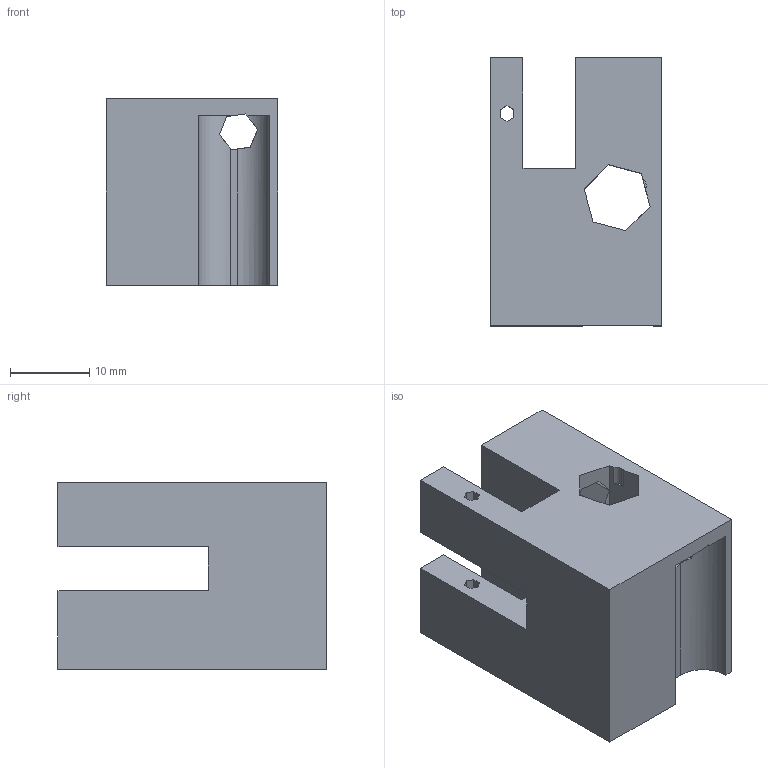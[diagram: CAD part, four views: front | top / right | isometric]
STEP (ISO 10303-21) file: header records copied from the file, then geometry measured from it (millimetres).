
FILE_DESCRIPTION(('Open CASCADE Model'),'2;1');
FILE_NAME('Open CASCADE Shape Model','2021-05-13T13:56:34',('Author'),( 'Open CASCADE'),'Open CASCADE STEP processor 7.4','Open CASCADE 7.4' ,'Unknown');
FILE_SCHEMA(('AUTOMOTIVE_DESIGN { 1 0 10303 214 1 1 1 1 }'));
Length unit declared in the file: millimetre
Products named in the file (1): Open CASCADE STEP translator 7.4 1826
Bounding box: 21.71 x 33.83 x 23.56 mm (x, y, z)
Volume: 11255.9 mm3; surface area: 5741 mm2
Topology: 1 solids, 1 shells, 67 faces, 207 edges, 138 vertices
Faces by surface type: plane 61, cylinder 6
Entity records: 4884 total; most frequent: CARTESIAN_POINT 1031, DIRECTION 615, LINE 429, VECTOR 429, ORIENTED_EDGE 414, PCURVE 414, DEFINITIONAL_REPRESENTATION 414, EDGE_CURVE 207
